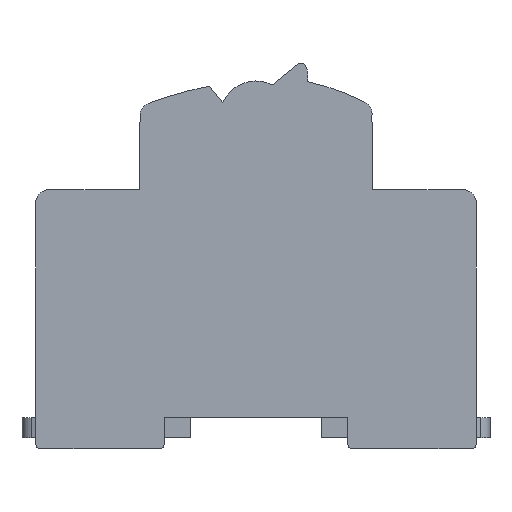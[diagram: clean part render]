
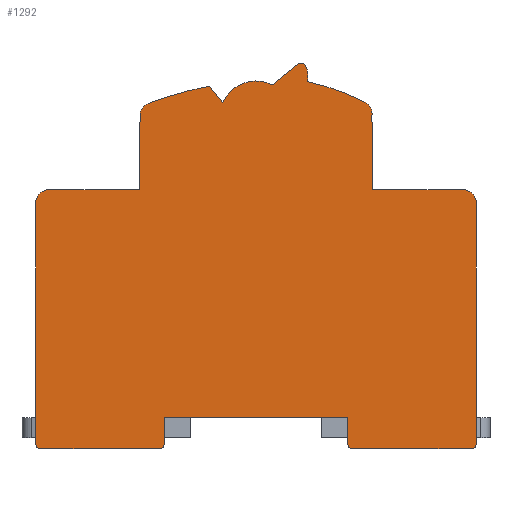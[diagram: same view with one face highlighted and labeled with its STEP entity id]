
A CAD part, left-side view. The second image highlights one B-rep face of the part: STEP entity #1292.
In plain terms, the highlighted planar face has unit normal (-1, 0, 0).
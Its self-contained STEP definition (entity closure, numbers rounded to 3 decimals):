
#277=AXIS2_PLACEMENT_3D('Circle Axis2P3D',#275,#276,$) ;
#325=AXIS2_PLACEMENT_3D('Circle Axis2P3D',#323,#324,$) ;
#531=AXIS2_PLACEMENT_3D('Circle Axis2P3D',#529,#530,$) ;
#574=AXIS2_PLACEMENT_3D('Circle Axis2P3D',#572,#573,$) ;
#757=AXIS2_PLACEMENT_3D('Circle Axis2P3D',#755,#756,$) ;
#847=AXIS2_PLACEMENT_3D('Circle Axis2P3D',#845,#846,$) ;
#871=AXIS2_PLACEMENT_3D('Circle Axis2P3D',#869,#870,$) ;
#895=AXIS2_PLACEMENT_3D('Circle Axis2P3D',#893,#894,$) ;
#919=AXIS2_PLACEMENT_3D('Circle Axis2P3D',#917,#918,$) ;
#967=AXIS2_PLACEMENT_3D('Circle Axis2P3D',#965,#966,$) ;
#1015=AXIS2_PLACEMENT_3D('Circle Axis2P3D',#1013,#1014,$) ;
#1039=AXIS2_PLACEMENT_3D('Circle Axis2P3D',#1037,#1038,$) ;
#1124=AXIS2_PLACEMENT_3D('Circle Axis2P3D',#1122,#1123,$) ;
#1262=AXIS2_PLACEMENT_3D('Plane Axis2P3D',#1259,#1260,#1261) ;
#265=CARTESIAN_POINT('Vertex',(-8.9,42.5,-63.)) ;
#272=CARTESIAN_POINT('Vertex',(-8.9,41.5,-64.)) ;
#275=CARTESIAN_POINT('Axis2P3D Location',(-8.9,41.5,-63.)) ;
#292=CARTESIAN_POINT('Line Origine',(-8.9,30.1,-64.)) ;
#296=CARTESIAN_POINT('Vertex',(-8.9,18.7,-64.)) ;
#320=CARTESIAN_POINT('Vertex',(-8.9,17.7,-63.)) ;
#323=CARTESIAN_POINT('Axis2P3D Location',(-8.9,18.7,-63.)) ;
#346=CARTESIAN_POINT('Vertex',(-8.9,17.7,-58.)) ;
#349=CARTESIAN_POINT('Line Origine',(-8.9,17.7,-60.5)) ;
#428=CARTESIAN_POINT('Vertex',(-8.9,-17.7,-58.)) ;
#431=CARTESIAN_POINT('Line Origine',(-8.9,0.,-58.)) ;
#498=CARTESIAN_POINT('Vertex',(-8.9,-17.7,-63.)) ;
#501=CARTESIAN_POINT('Line Origine',(-8.9,-17.7,-60.5)) ;
#526=CARTESIAN_POINT('Vertex',(-8.9,-18.7,-64.)) ;
#529=CARTESIAN_POINT('Axis2P3D Location',(-8.9,-18.7,-63.)) ;
#541=CARTESIAN_POINT('Line Origine',(-8.9,-30.1,-64.)) ;
#545=CARTESIAN_POINT('Vertex',(-8.9,-41.5,-64.)) ;
#569=CARTESIAN_POINT('Vertex',(-8.9,-42.5,-63.)) ;
#572=CARTESIAN_POINT('Axis2P3D Location',(-8.9,-41.5,-63.)) ;
#589=CARTESIAN_POINT('Line Origine',(-8.9,-42.5,-39.75)) ;
#593=CARTESIAN_POINT('Vertex',(-8.9,-42.5,-16.5)) ;
#752=CARTESIAN_POINT('Vertex',(-8.9,-40.,-14.)) ;
#755=CARTESIAN_POINT('Axis2P3D Location',(-8.9,-40.,-16.5)) ;
#776=CARTESIAN_POINT('Vertex',(-8.9,-22.5,-14.)) ;
#779=CARTESIAN_POINT('Line Origine',(-8.9,-31.25,-14.)) ;
#818=CARTESIAN_POINT('Vertex',(-8.9,-22.375,0.326)) ;
#821=CARTESIAN_POINT('Line Origine',(-8.9,-22.437,-6.837)) ;
#842=CARTESIAN_POINT('Vertex',(-8.9,-21.034,2.907)) ;
#845=CARTESIAN_POINT('Axis2P3D Location',(-8.9,-19.9,0.679)) ;
#866=CARTESIAN_POINT('Vertex',(-8.9,-9.861,6.883)) ;
#869=CARTESIAN_POINT('Axis2P3D Location',(-8.9,-0.122,-38.177)) ;
#890=CARTESIAN_POINT('Vertex',(-8.9,-9.631,9.848)) ;
#893=CARTESIAN_POINT('Axis2P3D Location',(-8.9,-5.511,8.038)) ;
#914=CARTESIAN_POINT('Vertex',(-8.9,-8.087,10.223)) ;
#917=CARTESIAN_POINT('Axis2P3D Location',(-8.9,-8.716,9.445)) ;
#938=CARTESIAN_POINT('Vertex',(-8.9,-3.165,6.244)) ;
#941=CARTESIAN_POINT('Line Origine',(-8.9,-5.626,8.233)) ;
#962=CARTESIAN_POINT('Vertex',(-8.9,6.405,2.824)) ;
#965=CARTESIAN_POINT('Axis2P3D Location',(-8.9,0.,0.)) ;
#986=CARTESIAN_POINT('Vertex',(-8.9,8.977,6.)) ;
#989=CARTESIAN_POINT('Line Origine',(-8.9,7.691,4.412)) ;
#1010=CARTESIAN_POINT('Vertex',(-8.9,20.786,2.675)) ;
#1013=CARTESIAN_POINT('Axis2P3D Location',(-8.9,-4.014,-62.784)) ;
#1034=CARTESIAN_POINT('Vertex',(-8.9,22.372,0.717)) ;
#1037=CARTESIAN_POINT('Axis2P3D Location',(-8.9,19.901,0.337)) ;
#1054=CARTESIAN_POINT('Line Origine',(-8.9,22.436,-6.641)) ;
#1058=CARTESIAN_POINT('Vertex',(-8.9,22.5,-14.)) ;
#1077=CARTESIAN_POINT('Vertex',(-8.9,40.,-14.)) ;
#1080=CARTESIAN_POINT('Line Origine',(-8.9,31.25,-14.)) ;
#1119=CARTESIAN_POINT('Vertex',(-8.9,42.5,-16.5)) ;
#1122=CARTESIAN_POINT('Axis2P3D Location',(-8.9,40.,-16.5)) ;
#1139=CARTESIAN_POINT('Line Origine',(-8.9,42.5,-39.75)) ;
#1259=CARTESIAN_POINT('Axis2P3D Location',(-8.9,0.,0.)) ;
#276=DIRECTION('Axis2P3D Direction',(-1.,0.,0.)) ;
#293=DIRECTION('Vector Direction',(0.,1.,0.)) ;
#324=DIRECTION('Axis2P3D Direction',(-1.,0.,0.)) ;
#350=DIRECTION('Vector Direction',(0.,0.,1.)) ;
#432=DIRECTION('Vector Direction',(0.,-1.,0.)) ;
#502=DIRECTION('Vector Direction',(0.,0.,1.)) ;
#530=DIRECTION('Axis2P3D Direction',(-1.,0.,0.)) ;
#542=DIRECTION('Vector Direction',(0.,1.,0.)) ;
#573=DIRECTION('Axis2P3D Direction',(-1.,0.,0.)) ;
#590=DIRECTION('Vector Direction',(0.,0.,-1.)) ;
#756=DIRECTION('Axis2P3D Direction',(-1.,0.,0.)) ;
#780=DIRECTION('Vector Direction',(0.,1.,0.)) ;
#822=DIRECTION('Vector Direction',(0.,0.009,1.)) ;
#846=DIRECTION('Axis2P3D Direction',(-1.,0.,0.)) ;
#870=DIRECTION('Axis2P3D Direction',(-1.,0.,0.)) ;
#894=DIRECTION('Axis2P3D Direction',(-1.,0.,0.)) ;
#918=DIRECTION('Axis2P3D Direction',(-1.,0.,0.)) ;
#942=DIRECTION('Vector Direction',(0.,0.778,-0.629)) ;
#966=DIRECTION('Axis2P3D Direction',(-1.,0.,0.)) ;
#990=DIRECTION('Vector Direction',(0.,0.629,0.777)) ;
#1014=DIRECTION('Axis2P3D Direction',(-1.,0.,0.)) ;
#1038=DIRECTION('Axis2P3D Direction',(-1.,0.,0.)) ;
#1055=DIRECTION('Vector Direction',(0.,-0.009,1.)) ;
#1081=DIRECTION('Vector Direction',(0.,1.,0.)) ;
#1123=DIRECTION('Axis2P3D Direction',(-1.,0.,0.)) ;
#1140=DIRECTION('Vector Direction',(0.,0.,-1.)) ;
#1260=DIRECTION('Axis2P3D Direction',(-1.,0.,0.)) ;
#1261=DIRECTION('Axis2P3D XDirection',(0.,0.,-1.)) ;
#294=VECTOR('Line Direction',#293,1.) ;
#351=VECTOR('Line Direction',#350,1.) ;
#433=VECTOR('Line Direction',#432,1.) ;
#503=VECTOR('Line Direction',#502,1.) ;
#543=VECTOR('Line Direction',#542,1.) ;
#591=VECTOR('Line Direction',#590,1.) ;
#781=VECTOR('Line Direction',#780,1.) ;
#823=VECTOR('Line Direction',#822,1.) ;
#943=VECTOR('Line Direction',#942,1.) ;
#991=VECTOR('Line Direction',#990,1.) ;
#1056=VECTOR('Line Direction',#1055,1.) ;
#1082=VECTOR('Line Direction',#1081,1.) ;
#1141=VECTOR('Line Direction',#1140,1.) ;
#1265=ORIENTED_EDGE('',*,*,#1143,.T.) ;
#1266=ORIENTED_EDGE('',*,*,#279,.T.) ;
#1267=ORIENTED_EDGE('',*,*,#298,.F.) ;
#1268=ORIENTED_EDGE('',*,*,#327,.T.) ;
#1269=ORIENTED_EDGE('',*,*,#353,.T.) ;
#1270=ORIENTED_EDGE('',*,*,#435,.T.) ;
#1271=ORIENTED_EDGE('',*,*,#505,.F.) ;
#1272=ORIENTED_EDGE('',*,*,#533,.T.) ;
#1273=ORIENTED_EDGE('',*,*,#547,.F.) ;
#1274=ORIENTED_EDGE('',*,*,#576,.T.) ;
#1275=ORIENTED_EDGE('',*,*,#595,.F.) ;
#1276=ORIENTED_EDGE('',*,*,#759,.T.) ;
#1277=ORIENTED_EDGE('',*,*,#783,.T.) ;
#1278=ORIENTED_EDGE('',*,*,#825,.T.) ;
#1279=ORIENTED_EDGE('',*,*,#849,.T.) ;
#1280=ORIENTED_EDGE('',*,*,#873,.T.) ;
#1281=ORIENTED_EDGE('',*,*,#897,.T.) ;
#1282=ORIENTED_EDGE('',*,*,#921,.T.) ;
#1283=ORIENTED_EDGE('',*,*,#945,.T.) ;
#1284=ORIENTED_EDGE('',*,*,#969,.T.) ;
#1285=ORIENTED_EDGE('',*,*,#993,.T.) ;
#1286=ORIENTED_EDGE('',*,*,#1017,.T.) ;
#1287=ORIENTED_EDGE('',*,*,#1041,.T.) ;
#1288=ORIENTED_EDGE('',*,*,#1060,.F.) ;
#1289=ORIENTED_EDGE('',*,*,#1084,.T.) ;
#1290=ORIENTED_EDGE('',*,*,#1126,.T.) ;
#1292=ADVANCED_FACE('PartBody',(#1291),#1263,.T.) ;
#278=CIRCLE('generated circle',#277,1.) ;
#326=CIRCLE('generated circle',#325,1.) ;
#532=CIRCLE('generated circle',#531,1.) ;
#575=CIRCLE('generated circle',#574,1.) ;
#758=CIRCLE('generated circle',#757,2.5) ;
#848=CIRCLE('generated circle',#847,2.5) ;
#872=CIRCLE('generated circle',#871,46.1) ;
#896=CIRCLE('generated circle',#895,4.5) ;
#920=CIRCLE('generated circle',#919,1.) ;
#968=CIRCLE('generated circle',#967,7.) ;
#1016=CIRCLE('generated circle',#1015,70.) ;
#1040=CIRCLE('generated circle',#1039,2.5) ;
#1125=CIRCLE('generated circle',#1124,2.5) ;
#279=EDGE_CURVE('',#266,#273,#278,.T.) ;
#298=EDGE_CURVE('',#297,#273,#295,.T.) ;
#327=EDGE_CURVE('',#297,#321,#326,.T.) ;
#353=EDGE_CURVE('',#321,#347,#352,.T.) ;
#435=EDGE_CURVE('',#347,#429,#434,.T.) ;
#505=EDGE_CURVE('',#499,#429,#504,.T.) ;
#533=EDGE_CURVE('',#499,#527,#532,.T.) ;
#547=EDGE_CURVE('',#546,#527,#544,.T.) ;
#576=EDGE_CURVE('',#546,#570,#575,.T.) ;
#595=EDGE_CURVE('',#594,#570,#592,.T.) ;
#759=EDGE_CURVE('',#594,#753,#758,.T.) ;
#783=EDGE_CURVE('',#753,#777,#782,.T.) ;
#825=EDGE_CURVE('',#777,#819,#824,.T.) ;
#849=EDGE_CURVE('',#819,#843,#848,.T.) ;
#873=EDGE_CURVE('',#843,#867,#872,.T.) ;
#897=EDGE_CURVE('',#867,#891,#896,.T.) ;
#921=EDGE_CURVE('',#891,#915,#920,.T.) ;
#945=EDGE_CURVE('',#915,#939,#944,.T.) ;
#969=EDGE_CURVE('',#939,#963,#968,.T.) ;
#993=EDGE_CURVE('',#963,#987,#992,.T.) ;
#1017=EDGE_CURVE('',#987,#1011,#1016,.T.) ;
#1041=EDGE_CURVE('',#1011,#1035,#1040,.T.) ;
#1060=EDGE_CURVE('',#1059,#1035,#1057,.T.) ;
#1084=EDGE_CURVE('',#1059,#1078,#1083,.T.) ;
#1126=EDGE_CURVE('',#1078,#1120,#1125,.T.) ;
#1143=EDGE_CURVE('',#1120,#266,#1142,.T.) ;
#1264=EDGE_LOOP('',(#1265,#1266,#1267,#1268,#1269,#1270,#1271,#1272,#1273,#1274,#1275,#1276,#1277,#1278,#1279,#1280,#1281,#1282,#1283,#1284,#1285,#1286,#1287,#1288,#1289,#1290)) ;
#1291=FACE_OUTER_BOUND('',#1264,.T.) ;
#295=LINE('Line',#292,#294) ;
#352=LINE('Line',#349,#351) ;
#434=LINE('Line',#431,#433) ;
#504=LINE('Line',#501,#503) ;
#544=LINE('Line',#541,#543) ;
#592=LINE('Line',#589,#591) ;
#782=LINE('Line',#779,#781) ;
#824=LINE('Line',#821,#823) ;
#944=LINE('Line',#941,#943) ;
#992=LINE('Line',#989,#991) ;
#1057=LINE('Line',#1054,#1056) ;
#1083=LINE('Line',#1080,#1082) ;
#1142=LINE('Line',#1139,#1141) ;
#1263=PLANE('',#1262) ;
#266=VERTEX_POINT('',#265) ;
#273=VERTEX_POINT('',#272) ;
#297=VERTEX_POINT('',#296) ;
#321=VERTEX_POINT('',#320) ;
#347=VERTEX_POINT('',#346) ;
#429=VERTEX_POINT('',#428) ;
#499=VERTEX_POINT('',#498) ;
#527=VERTEX_POINT('',#526) ;
#546=VERTEX_POINT('',#545) ;
#570=VERTEX_POINT('',#569) ;
#594=VERTEX_POINT('',#593) ;
#753=VERTEX_POINT('',#752) ;
#777=VERTEX_POINT('',#776) ;
#819=VERTEX_POINT('',#818) ;
#843=VERTEX_POINT('',#842) ;
#867=VERTEX_POINT('',#866) ;
#891=VERTEX_POINT('',#890) ;
#915=VERTEX_POINT('',#914) ;
#939=VERTEX_POINT('',#938) ;
#963=VERTEX_POINT('',#962) ;
#987=VERTEX_POINT('',#986) ;
#1011=VERTEX_POINT('',#1010) ;
#1035=VERTEX_POINT('',#1034) ;
#1059=VERTEX_POINT('',#1058) ;
#1078=VERTEX_POINT('',#1077) ;
#1120=VERTEX_POINT('',#1119) ;
